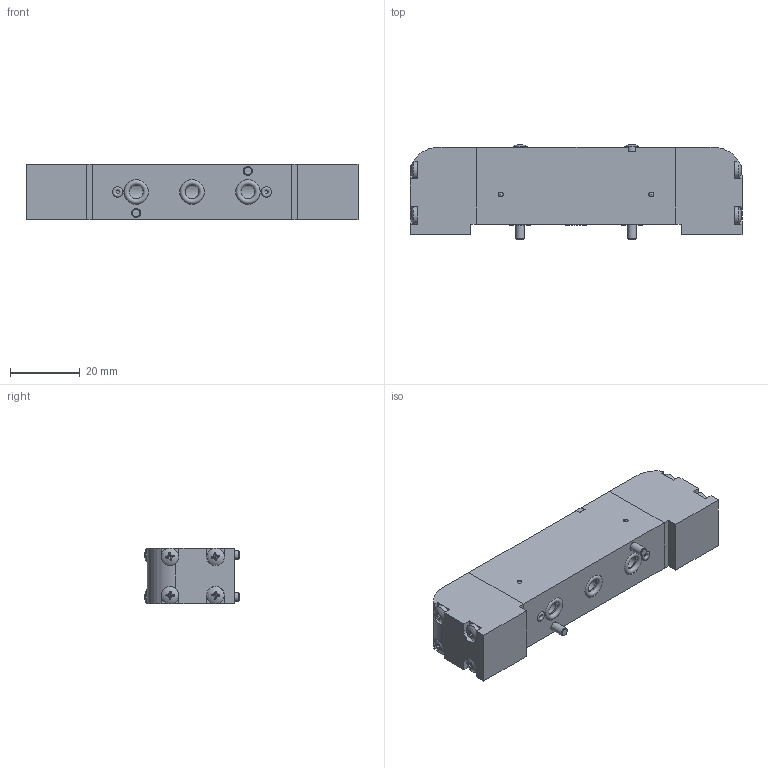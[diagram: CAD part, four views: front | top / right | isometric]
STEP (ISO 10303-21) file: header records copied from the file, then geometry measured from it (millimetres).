
FILE_DESCRIPTION(/* description */ (''),/* implementation_level */ '2;1');
FILE_NAME(/* name */ 'VTB 531 403_egysz',/* time_stamp */ '2022-06-16T14:40:24+02:00',/* author */ ('rmachek'),/* organization */ ('HAFNER Pneumatika Kft.'),/* preprocessor_version */ 'ST-DEVELOPER v16.7',/* originating_system */ 'Solid Edge',/* authorisation */ 'Unknown');
FILE_SCHEMA (('AUTOMOTIVE_DESIGN {1 0 10303 214 3 1 1}'));
Length unit declared in the file: millimetre
Products named in the file (2): VTB 531 403
Assembly tree (1 placements, depth 2):
  VTB 531 403
    VTB 531 403
Bounding box: 95 x 27.05 x 16 mm (x, y, z)
Volume: 29989.5 mm3; surface area: 16067.4 mm2
Topology: 20 solids, 20 shells, 454 faces, 1021 edges, 611 vertices
Faces by surface type: plane 296, cylinder 81, cone 38, torus 25, sphere 12, bspline 2
Full cylindrical faces by diameter (mm): 1.2 x2, 1.4 x4, 2.013 x16, 2.5 x10, 2.6 x2, 2.9 x8, 3 x2, 4 x7, 5 x8, 7 x3, 8 x1, 8.566 x4, 13 x2
Entity records: 14269 total; most frequent: CARTESIAN_POINT 2137, DIRECTION 2076, ORIENTED_EDGE 1604, AXIS2_PLACEMENT_3D 843, EDGE_CURVE 802, FACE_BOUND 657, EDGE_LOOP 640, VERTEX_POINT 551
